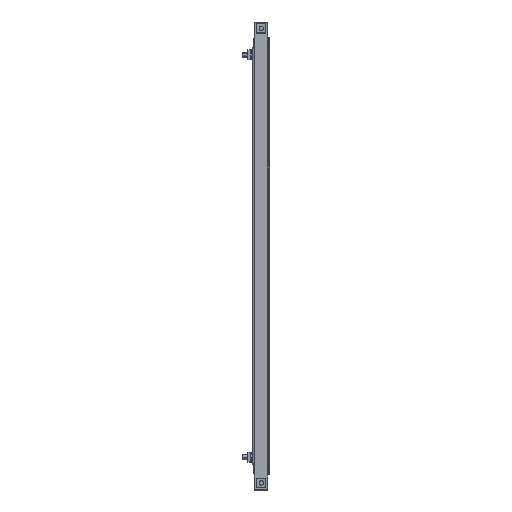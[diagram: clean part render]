
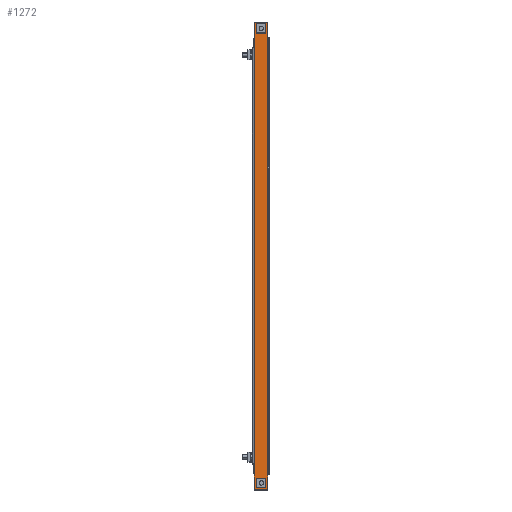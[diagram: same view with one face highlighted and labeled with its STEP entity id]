
A CAD part, top view. The second image highlights one B-rep face of the part: STEP entity #1272.
In plain terms, the highlighted face is planar.
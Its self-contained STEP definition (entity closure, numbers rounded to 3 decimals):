
#4 = VERTEX_POINT ( 'NONE', #2386 ) ;
#51 = EDGE_CURVE ( 'NONE', #1796, #1248, #3547, .T. ) ;
#53 = CARTESIAN_POINT ( 'NONE',  ( 0., 20.5, 0. ) ) ;
#83 = EDGE_CURVE ( 'NONE', #2960, #1796, #6138, .T. ) ;
#145 = CARTESIAN_POINT ( 'NONE',  ( 0., 6.25, -3.9 ) ) ;
#345 = DIRECTION ( 'NONE',  ( -1., 0., 0. ) ) ;
#349 = LINE ( 'NONE', #5865, #3566 ) ;
#358 = CARTESIAN_POINT ( 'NONE',  ( 0., 20.5, -633. ) ) ;
#377 = VERTEX_POINT ( 'NONE', #6382 ) ;
#378 = FACE_BOUND ( 'NONE', #2507, .T. ) ;
#420 = DIRECTION ( 'NONE',  ( 0., 0., 1. ) ) ;
#429 = VERTEX_POINT ( 'NONE', #358 ) ;
#480 = VECTOR ( 'NONE', #670, 1000. ) ;
#482 = VECTOR ( 'NONE', #2371, 1000. ) ;
#487 = CARTESIAN_POINT ( 'NONE',  ( 0., 15.75, -629.1 ) ) ;
#532 = VECTOR ( 'NONE', #6195, 1000. ) ;
#599 = EDGE_CURVE ( 'NONE', #6030, #2452, #5579, .T. ) ;
#670 = DIRECTION ( 'NONE',  ( 0., -1., 0. ) ) ;
#694 = EDGE_LOOP ( 'NONE', ( #4533, #3193, #3471, #3889, #5227, #3382, #4169, #6072 ) ) ;
#845 = PLANE ( 'NONE',  #4642 ) ;
#979 = LINE ( 'NONE', #5085, #4514 ) ;
#1093 = CARTESIAN_POINT ( 'NONE',  ( 0., 6.25, -13.4 ) ) ;
#1139 = DIRECTION ( 'NONE',  ( 0., 0., 1. ) ) ;
#1248 = VERTEX_POINT ( 'NONE', #3402 ) ;
#1272 = ADVANCED_FACE ( 'NONE', ( #378, #3373, #5896 ), #845, .F. ) ;
#1385 = CARTESIAN_POINT ( 'NONE',  ( 0., 15.75, -619.6 ) ) ;
#1433 = DIRECTION ( 'NONE',  ( 0., 1., 0. ) ) ;
#1437 = VECTOR ( 'NONE', #1433, 1000. ) ;
#1447 = CARTESIAN_POINT ( 'NONE',  ( 0., 2.5, -633. ) ) ;
#1503 = CARTESIAN_POINT ( 'NONE',  ( 0., 2.5, -633. ) ) ;
#1532 = EDGE_CURVE ( 'NONE', #4838, #6258, #2111, .T. ) ;
#1586 = VECTOR ( 'NONE', #3729, 1000. ) ;
#1613 = VECTOR ( 'NONE', #420, 1000. ) ;
#1648 = VECTOR ( 'NONE', #1702, 1000. ) ;
#1702 = DIRECTION ( 'NONE',  ( 0., 0., 1. ) ) ;
#1777 = LINE ( 'NONE', #3795, #532 ) ;
#1780 = CARTESIAN_POINT ( 'NONE',  ( 0., 15.75, -629.1 ) ) ;
#1796 = VERTEX_POINT ( 'NONE', #6486 ) ;
#1799 = CARTESIAN_POINT ( 'NONE',  ( 0., 0., -633. ) ) ;
#1842 = LINE ( 'NONE', #3858, #2795 ) ;
#1846 = CARTESIAN_POINT ( 'NONE',  ( 0., 20.5, -633. ) ) ;
#1896 = CARTESIAN_POINT ( 'NONE',  ( 0., 2.5, -633. ) ) ;
#2000 = DIRECTION ( 'NONE',  ( 0., 0., 1. ) ) ;
#2035 = LINE ( 'NONE', #5674, #3037 ) ;
#2072 = DIRECTION ( 'NONE',  ( 0., 0., -1. ) ) ;
#2111 = LINE ( 'NONE', #145, #1586 ) ;
#2166 = ORIENTED_EDGE ( 'NONE', *, *, #3106, .T. ) ;
#2187 = EDGE_CURVE ( 'NONE', #5264, #377, #2035, .T. ) ;
#2192 = LINE ( 'NONE', #4213, #1648 ) ;
#2269 = CARTESIAN_POINT ( 'NONE',  ( 0., 15.75, -13.4 ) ) ;
#2338 = LINE ( 'NONE', #1846, #482 ) ;
#2371 = DIRECTION ( 'NONE',  ( 0., 0., 1. ) ) ;
#2386 = CARTESIAN_POINT ( 'NONE',  ( 0., 2.5, 0. ) ) ;
#2412 = CARTESIAN_POINT ( 'NONE',  ( 0., 0., 0. ) ) ;
#2452 = VERTEX_POINT ( 'NONE', #3278 ) ;
#2507 = EDGE_LOOP ( 'NONE', ( #3061, #3546, #4110, #2885 ) ) ;
#2603 = CARTESIAN_POINT ( 'NONE',  ( 0., 6.25, -3.9 ) ) ;
#2617 = VECTOR ( 'NONE', #4662, 1000. ) ;
#2646 = DIRECTION ( 'NONE',  ( 0., 0., 1. ) ) ;
#2795 = VECTOR ( 'NONE', #5879, 1000. ) ;
#2885 = ORIENTED_EDGE ( 'NONE', *, *, #1532, .T. ) ;
#2896 = DIRECTION ( 'NONE',  ( 0., 1., 0. ) ) ;
#2947 = VECTOR ( 'NONE', #2000, 1000. ) ;
#2960 = VERTEX_POINT ( 'NONE', #1780 ) ;
#3037 = VECTOR ( 'NONE', #1139, 1000. ) ;
#3061 = ORIENTED_EDGE ( 'NONE', *, *, #6435, .T. ) ;
#3106 = EDGE_CURVE ( 'NONE', #5678, #2960, #3502, .T. ) ;
#3119 = EDGE_CURVE ( 'NONE', #4135, #4628, #979, .T. ) ;
#3193 = ORIENTED_EDGE ( 'NONE', *, *, #4773, .T. ) ;
#3277 = CARTESIAN_POINT ( 'NONE',  ( 0., 20.5, -598. ) ) ;
#3278 = CARTESIAN_POINT ( 'NONE',  ( 0., 2.5, -21. ) ) ;
#3373 = FACE_BOUND ( 'NONE', #4998, .T. ) ;
#3382 = ORIENTED_EDGE ( 'NONE', *, *, #4627, .T. ) ;
#3402 = CARTESIAN_POINT ( 'NONE',  ( 0., 6.25, -619.6 ) ) ;
#3471 = ORIENTED_EDGE ( 'NONE', *, *, #5604, .T. ) ;
#3502 = LINE ( 'NONE', #5524, #5900 ) ;
#3546 = ORIENTED_EDGE ( 'NONE', *, *, #3119, .T. ) ;
#3547 = LINE ( 'NONE', #3583, #4423 ) ;
#3566 = VECTOR ( 'NONE', #5362, 1000. ) ;
#3583 = CARTESIAN_POINT ( 'NONE',  ( 0., 6.25, -629.1 ) ) ;
#3729 = DIRECTION ( 'NONE',  ( 0., 0., 1. ) ) ;
#3782 = EDGE_CURVE ( 'NONE', #1248, #5678, #349, .T. ) ;
#3795 = CARTESIAN_POINT ( 'NONE',  ( 0., 20.5, 0. ) ) ;
#3858 = CARTESIAN_POINT ( 'NONE',  ( 0., 0., 0. ) ) ;
#3889 = ORIENTED_EDGE ( 'NONE', *, *, #2187, .T. ) ;
#4061 = EDGE_CURVE ( 'NONE', #4628, #4838, #4658, .T. ) ;
#4110 = ORIENTED_EDGE ( 'NONE', *, *, #4061, .T. ) ;
#4135 = VERTEX_POINT ( 'NONE', #4687 ) ;
#4169 = ORIENTED_EDGE ( 'NONE', *, *, #4714, .F. ) ;
#4213 = CARTESIAN_POINT ( 'NONE',  ( 0., 2.5, -633. ) ) ;
#4273 = VERTEX_POINT ( 'NONE', #1447 ) ;
#4423 = VECTOR ( 'NONE', #2646, 1000. ) ;
#4432 = DIRECTION ( 'NONE',  ( 0., 0., 1. ) ) ;
#4514 = VECTOR ( 'NONE', #2072, 1000. ) ;
#4533 = ORIENTED_EDGE ( 'NONE', *, *, #6260, .F. ) ;
#4627 = EDGE_CURVE ( 'NONE', #5467, #4, #1842, .T. ) ;
#4628 = VERTEX_POINT ( 'NONE', #4876 ) ;
#4642 = AXIS2_PLACEMENT_3D ( 'NONE', #2412, #345, #4432 ) ;
#4658 = LINE ( 'NONE', #2269, #480 ) ;
#4662 = DIRECTION ( 'NONE',  ( 0., -1., 0. ) ) ;
#4687 = CARTESIAN_POINT ( 'NONE',  ( 0., 15.75, -3.9 ) ) ;
#4714 = EDGE_CURVE ( 'NONE', #2452, #4, #2192, .T. ) ;
#4773 = EDGE_CURVE ( 'NONE', #4273, #429, #6340, .T. ) ;
#4838 = VERTEX_POINT ( 'NONE', #1093 ) ;
#4876 = CARTESIAN_POINT ( 'NONE',  ( 0., 15.75, -13.4 ) ) ;
#4917 = ORIENTED_EDGE ( 'NONE', *, *, #83, .T. ) ;
#4998 = EDGE_LOOP ( 'NONE', ( #2166, #4917, #6215, #6073 ) ) ;
#5085 = CARTESIAN_POINT ( 'NONE',  ( 0., 15.75, -3.9 ) ) ;
#5102 = CARTESIAN_POINT ( 'NONE',  ( 0., 2.5, -612. ) ) ;
#5116 = LINE ( 'NONE', #1896, #1613 ) ;
#5227 = ORIENTED_EDGE ( 'NONE', *, *, #6369, .F. ) ;
#5264 = VERTEX_POINT ( 'NONE', #3277 ) ;
#5294 = VECTOR ( 'NONE', #2896, 1000. ) ;
#5345 = CARTESIAN_POINT ( 'NONE',  ( 0., 15.75, -3.9 ) ) ;
#5362 = DIRECTION ( 'NONE',  ( 0., 1., 0. ) ) ;
#5467 = VERTEX_POINT ( 'NONE', #53 ) ;
#5524 = CARTESIAN_POINT ( 'NONE',  ( 0., 15.75, -629.1 ) ) ;
#5579 = LINE ( 'NONE', #1503, #2947 ) ;
#5604 = EDGE_CURVE ( 'NONE', #429, #5264, #2338, .T. ) ;
#5674 = CARTESIAN_POINT ( 'NONE',  ( 0., 20.5, -633. ) ) ;
#5678 = VERTEX_POINT ( 'NONE', #1385 ) ;
#5865 = CARTESIAN_POINT ( 'NONE',  ( 0., 15.75, -619.6 ) ) ;
#5879 = DIRECTION ( 'NONE',  ( 0., -1., 0. ) ) ;
#5896 = FACE_OUTER_BOUND ( 'NONE', #694, .T. ) ;
#5900 = VECTOR ( 'NONE', #6062, 1000. ) ;
#6030 = VERTEX_POINT ( 'NONE', #5102 ) ;
#6062 = DIRECTION ( 'NONE',  ( 0., 0., -1. ) ) ;
#6072 = ORIENTED_EDGE ( 'NONE', *, *, #599, .F. ) ;
#6073 = ORIENTED_EDGE ( 'NONE', *, *, #3782, .T. ) ;
#6138 = LINE ( 'NONE', #487, #2617 ) ;
#6195 = DIRECTION ( 'NONE',  ( 0., 0., -1. ) ) ;
#6215 = ORIENTED_EDGE ( 'NONE', *, *, #51, .T. ) ;
#6258 = VERTEX_POINT ( 'NONE', #2603 ) ;
#6260 = EDGE_CURVE ( 'NONE', #4273, #6030, #5116, .T. ) ;
#6340 = LINE ( 'NONE', #1799, #1437 ) ;
#6369 = EDGE_CURVE ( 'NONE', #5467, #377, #1777, .T. ) ;
#6382 = CARTESIAN_POINT ( 'NONE',  ( 0., 20.5, -35. ) ) ;
#6419 = LINE ( 'NONE', #5345, #5294 ) ;
#6435 = EDGE_CURVE ( 'NONE', #6258, #4135, #6419, .T. ) ;
#6486 = CARTESIAN_POINT ( 'NONE',  ( 0., 6.25, -629.1 ) ) ;
